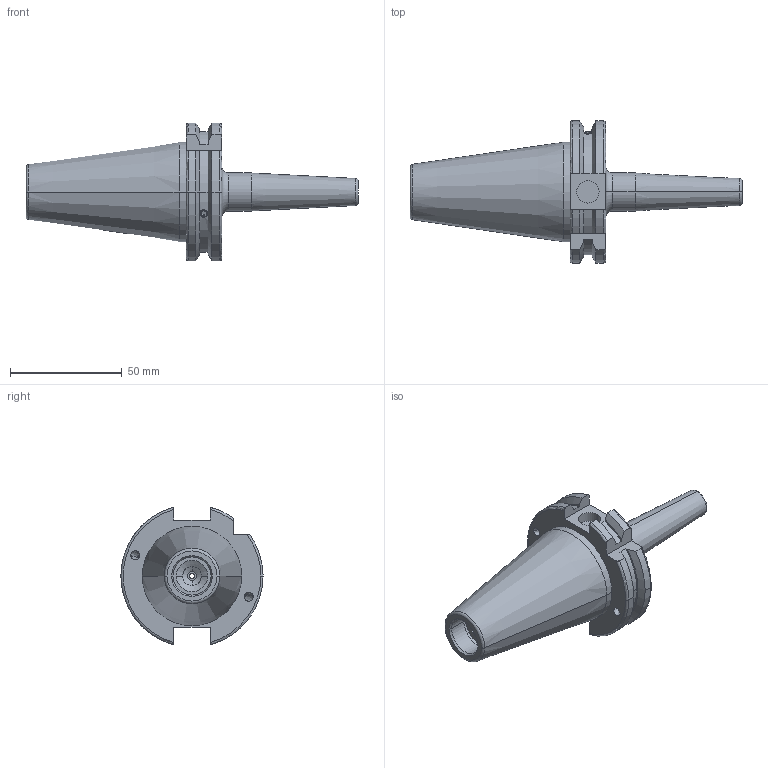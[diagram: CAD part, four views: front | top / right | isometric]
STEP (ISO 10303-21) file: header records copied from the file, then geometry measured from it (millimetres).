
FILE_DESCRIPTION (( 'STEP AP203' ), '1' );
FILE_NAME ('91406-SRS06080.STEP', '2023-06-15T11:43:54', ( '' ), ( '' ), 'SwSTEP 2.0', 'SolidWorks 2018', '' );
FILE_SCHEMA (( 'CONFIG_CONTROL_DESIGN' ));
Length unit declared in the file: millimetre
Products named in the file (5): SK40SFS06080FWW; GS-M4X4_DIN 913 - M4 x 4-N; SCWM5X10; 91406-SRS06080
Assembly tree (5 placements, depth 3):
  91406-SRS06080
    SK40SFS06080FWW
      SK40SFS06080FWW
      GS-M4X4_DIN 913 - M4 x 4-N  x2
      SCWM5X10
Bounding box: 148.4 x 63.55 x 61.48 mm (x, y, z)
Volume: 112102.5 mm3; surface area: 25034.3 mm2
Topology: 4 solids, 4 shells, 230 faces, 567 edges, 355 vertices
Faces by surface type: cone 84, plane 62, cylinder 60, torus 20, bspline 4
Entity records: 6319 total; most frequent: CARTESIAN_POINT 1360, DIRECTION 988, ORIENTED_EDGE 894, EDGE_CURVE 447, AXIS2_PLACEMENT_3D 393, VERTEX_POINT 279, CIRCLE 205, EDGE_LOOP 204
